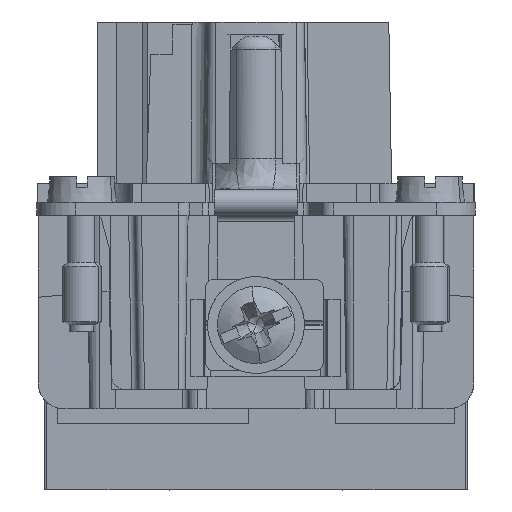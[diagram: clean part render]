
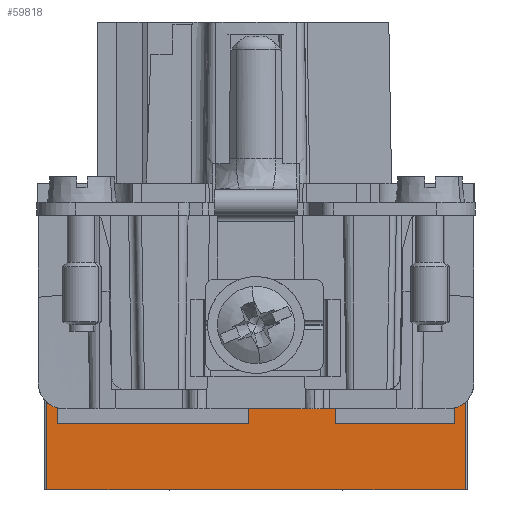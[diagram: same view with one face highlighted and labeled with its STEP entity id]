
A CAD part, front view. The second image highlights one B-rep face of the part: STEP entity #59818.
In plain terms, the highlighted planar face has unit normal (0, -1, 0).
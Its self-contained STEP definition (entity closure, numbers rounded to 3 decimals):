
#10611=AXIS2_PLACEMENT_3D('Circle Axis2P3D',#10609,#10610,$) ;
#18221=AXIS2_PLACEMENT_3D('Circle Axis2P3D',#18219,#18220,$) ;
#59758=AXIS2_PLACEMENT_3D('Plane Axis2P3D',#59755,#59756,#59757) ;
#10168=CARTESIAN_POINT('Vertex',(33.232,15.35,6.808)) ;
#10196=CARTESIAN_POINT('Vertex',(0.768,15.35,6.808)) ;
#10230=CARTESIAN_POINT('Vertex',(23.15,15.35,6.3)) ;
#10276=CARTESIAN_POINT('Vertex',(32.432,15.35,6.372)) ;
#10352=CARTESIAN_POINT('Vertex',(16.45,15.35,6.3)) ;
#10372=CARTESIAN_POINT('Vertex',(1.568,15.35,6.372)) ;
#10609=CARTESIAN_POINT('Axis2P3D Location',(31.9,15.35,8.3)) ;
#10965=CARTESIAN_POINT('Line Origine',(19.8,15.35,6.3)) ;
#18219=CARTESIAN_POINT('Axis2P3D Location',(2.1,15.35,8.3)) ;
#45921=CARTESIAN_POINT('Vertex',(33.232,15.35,0.)) ;
#45924=CARTESIAN_POINT('Line Origine',(24.791,15.35,0.)) ;
#45928=CARTESIAN_POINT('Vertex',(16.35,15.35,0.)) ;
#45931=CARTESIAN_POINT('Line Origine',(8.559,15.35,0.)) ;
#45935=CARTESIAN_POINT('Vertex',(0.768,15.35,0.)) ;
#59741=CARTESIAN_POINT('Line Origine',(33.232,15.35,8.3)) ;
#59755=CARTESIAN_POINT('Axis2P3D Location',(19.7,15.35,17.4)) ;
#59760=CARTESIAN_POINT('Line Origine',(0.768,15.35,3.404)) ;
#59765=CARTESIAN_POINT('Line Origine',(32.432,15.35,5.766)) ;
#59769=CARTESIAN_POINT('Vertex',(32.432,15.35,5.16)) ;
#59772=CARTESIAN_POINT('Line Origine',(27.791,15.35,5.16)) ;
#59776=CARTESIAN_POINT('Vertex',(23.15,15.35,5.16)) ;
#59779=CARTESIAN_POINT('Line Origine',(23.15,15.35,5.73)) ;
#59784=CARTESIAN_POINT('Line Origine',(16.45,15.35,5.73)) ;
#59788=CARTESIAN_POINT('Vertex',(16.45,15.35,5.16)) ;
#59791=CARTESIAN_POINT('Line Origine',(9.009,15.35,5.16)) ;
#59795=CARTESIAN_POINT('Vertex',(1.568,15.35,5.16)) ;
#59798=CARTESIAN_POINT('Line Origine',(1.568,15.35,5.766)) ;
#10610=DIRECTION('Axis2P3D Direction',(0.,1.,0.)) ;
#10966=DIRECTION('Vector Direction',(1.,0.,0.)) ;
#18220=DIRECTION('Axis2P3D Direction',(0.,-1.,0.)) ;
#45925=DIRECTION('Vector Direction',(-1.,0.,0.)) ;
#45932=DIRECTION('Vector Direction',(1.,0.,0.)) ;
#59742=DIRECTION('Vector Direction',(0.,0.,-1.)) ;
#59756=DIRECTION('Axis2P3D Direction',(0.,-1.,0.)) ;
#59757=DIRECTION('Axis2P3D XDirection',(-1.,0.,0.)) ;
#59761=DIRECTION('Vector Direction',(0.,0.,-1.)) ;
#59766=DIRECTION('Vector Direction',(0.,0.,1.)) ;
#59773=DIRECTION('Vector Direction',(1.,0.,0.)) ;
#59780=DIRECTION('Vector Direction',(0.,0.,1.)) ;
#59785=DIRECTION('Vector Direction',(0.,0.,-1.)) ;
#59792=DIRECTION('Vector Direction',(1.,0.,0.)) ;
#59799=DIRECTION('Vector Direction',(0.,0.,1.)) ;
#10967=VECTOR('Line Direction',#10966,1.) ;
#45926=VECTOR('Line Direction',#45925,1.) ;
#45933=VECTOR('Line Direction',#45932,1.) ;
#59743=VECTOR('Line Direction',#59742,1.) ;
#59762=VECTOR('Line Direction',#59761,1.) ;
#59767=VECTOR('Line Direction',#59766,1.) ;
#59774=VECTOR('Line Direction',#59773,1.) ;
#59781=VECTOR('Line Direction',#59780,1.) ;
#59786=VECTOR('Line Direction',#59785,1.) ;
#59793=VECTOR('Line Direction',#59792,1.) ;
#59800=VECTOR('Line Direction',#59799,1.) ;
#59804=ORIENTED_EDGE('',*,*,#59764,.T.) ;
#59805=ORIENTED_EDGE('',*,*,#45937,.T.) ;
#59806=ORIENTED_EDGE('',*,*,#45930,.F.) ;
#59807=ORIENTED_EDGE('',*,*,#59745,.T.) ;
#59808=ORIENTED_EDGE('',*,*,#10613,.F.) ;
#59809=ORIENTED_EDGE('',*,*,#59771,.T.) ;
#59810=ORIENTED_EDGE('',*,*,#59778,.T.) ;
#59811=ORIENTED_EDGE('',*,*,#59783,.T.) ;
#59812=ORIENTED_EDGE('',*,*,#10969,.F.) ;
#59813=ORIENTED_EDGE('',*,*,#59790,.F.) ;
#59814=ORIENTED_EDGE('',*,*,#59797,.F.) ;
#59815=ORIENTED_EDGE('',*,*,#59802,.T.) ;
#59816=ORIENTED_EDGE('',*,*,#18223,.F.) ;
#59818=ADVANCED_FACE('Hauptk\X2\00F6\X0\rper',(#59817),#59759,.T.) ;
#10612=CIRCLE('generated circle',#10611,2.) ;
#18222=CIRCLE('generated circle',#18221,2.) ;
#10613=EDGE_CURVE('',#10277,#10169,#10612,.F.) ;
#10969=EDGE_CURVE('',#10353,#10231,#10968,.T.) ;
#18223=EDGE_CURVE('',#10197,#10373,#18222,.T.) ;
#45930=EDGE_CURVE('',#45922,#45929,#45927,.T.) ;
#45937=EDGE_CURVE('',#45936,#45929,#45934,.T.) ;
#59745=EDGE_CURVE('',#45922,#10169,#59744,.F.) ;
#59764=EDGE_CURVE('',#10197,#45936,#59763,.T.) ;
#59771=EDGE_CURVE('',#10277,#59770,#59768,.F.) ;
#59778=EDGE_CURVE('',#59770,#59777,#59775,.F.) ;
#59783=EDGE_CURVE('',#59777,#10231,#59782,.T.) ;
#59790=EDGE_CURVE('',#59789,#10353,#59787,.F.) ;
#59797=EDGE_CURVE('',#59796,#59789,#59794,.T.) ;
#59802=EDGE_CURVE('',#59796,#10373,#59801,.T.) ;
#59803=EDGE_LOOP('',(#59804,#59805,#59806,#59807,#59808,#59809,#59810,#59811,#59812,#59813,#59814,#59815,#59816)) ;
#59817=FACE_OUTER_BOUND('',#59803,.T.) ;
#10968=LINE('Line',#10965,#10967) ;
#45927=LINE('Line',#45924,#45926) ;
#45934=LINE('Line',#45931,#45933) ;
#59744=LINE('Line',#59741,#59743) ;
#59763=LINE('Line',#59760,#59762) ;
#59768=LINE('Line',#59765,#59767) ;
#59775=LINE('Line',#59772,#59774) ;
#59782=LINE('Line',#59779,#59781) ;
#59787=LINE('Line',#59784,#59786) ;
#59794=LINE('Line',#59791,#59793) ;
#59801=LINE('Line',#59798,#59800) ;
#59759=PLANE('',#59758) ;
#10169=VERTEX_POINT('',#10168) ;
#10197=VERTEX_POINT('',#10196) ;
#10231=VERTEX_POINT('',#10230) ;
#10277=VERTEX_POINT('',#10276) ;
#10353=VERTEX_POINT('',#10352) ;
#10373=VERTEX_POINT('',#10372) ;
#45922=VERTEX_POINT('',#45921) ;
#45929=VERTEX_POINT('',#45928) ;
#45936=VERTEX_POINT('',#45935) ;
#59770=VERTEX_POINT('',#59769) ;
#59777=VERTEX_POINT('',#59776) ;
#59789=VERTEX_POINT('',#59788) ;
#59796=VERTEX_POINT('',#59795) ;
